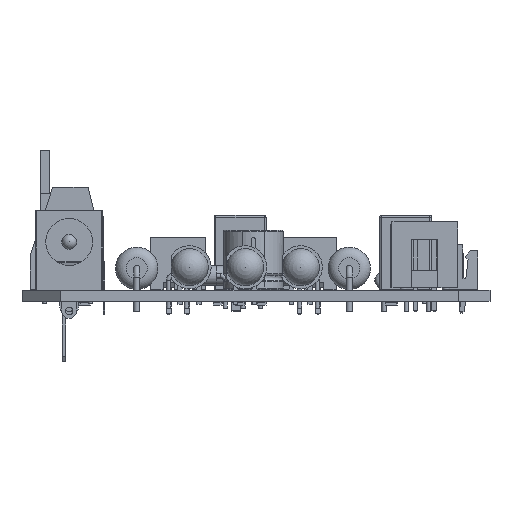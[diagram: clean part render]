
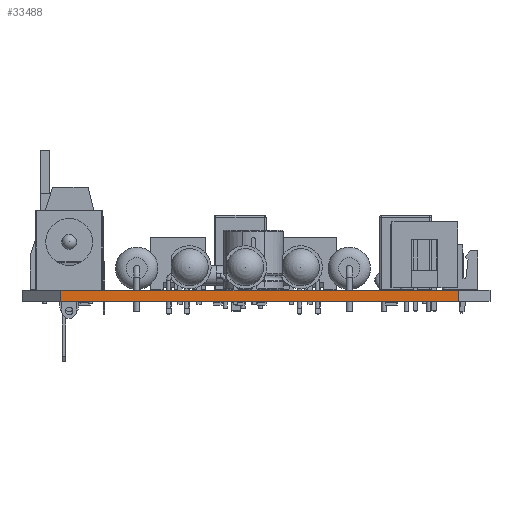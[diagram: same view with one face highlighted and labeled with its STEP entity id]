
A CAD part, left-side view. The second image highlights one B-rep face of the part: STEP entity #33488.
In plain terms, the highlighted planar face has unit normal (-1, 0, 0).
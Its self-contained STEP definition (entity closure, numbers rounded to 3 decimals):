
#29249 = VERTEX_POINT('',#29250);
#29250 = CARTESIAN_POINT('',(63.975,-33.475,0.));
#29256 = EDGE_CURVE('',#29257,#29249,#29259,.T.);
#29257 = VERTEX_POINT('',#29258);
#29258 = CARTESIAN_POINT('',(63.975,-86.975,0.));
#29259 = LINE('',#29260,#29261);
#29260 = CARTESIAN_POINT('',(63.975,-86.975,0.));
#29261 = VECTOR('',#29262,1.);
#29262 = DIRECTION('',(0.,1.,0.));
#31342 = VERTEX_POINT('',#31343);
#31343 = CARTESIAN_POINT('',(63.975,-33.475,1.51));
#31349 = EDGE_CURVE('',#31350,#31342,#31352,.T.);
#31350 = VERTEX_POINT('',#31351);
#31351 = CARTESIAN_POINT('',(63.975,-86.975,1.51));
#31352 = LINE('',#31353,#31354);
#31353 = CARTESIAN_POINT('',(63.975,-86.975,1.51));
#31354 = VECTOR('',#31355,1.);
#31355 = DIRECTION('',(0.,1.,0.));
#33458 = EDGE_CURVE('',#29249,#31342,#33459,.T.);
#33459 = LINE('',#33460,#33461);
#33460 = CARTESIAN_POINT('',(63.975,-33.475,0.));
#33461 = VECTOR('',#33462,1.);
#33462 = DIRECTION('',(0.,0.,1.));
#33477 = EDGE_CURVE('',#29257,#31350,#33478,.T.);
#33478 = LINE('',#33479,#33480);
#33479 = CARTESIAN_POINT('',(63.975,-86.975,0.));
#33480 = VECTOR('',#33481,1.);
#33481 = DIRECTION('',(0.,0.,1.));
#33488 = ADVANCED_FACE('',(#33489),#33495,.T.);
#33489 = FACE_BOUND('',#33490,.T.);
#33490 = EDGE_LOOP('',(#33491,#33492,#33493,#33494));
#33491 = ORIENTED_EDGE('',*,*,#33477,.T.);
#33492 = ORIENTED_EDGE('',*,*,#31349,.T.);
#33493 = ORIENTED_EDGE('',*,*,#33458,.F.);
#33494 = ORIENTED_EDGE('',*,*,#29256,.F.);
#33495 = PLANE('',#33496);
#33496 = AXIS2_PLACEMENT_3D('',#33497,#33498,#33499);
#33497 = CARTESIAN_POINT('',(63.975,-86.975,0.));
#33498 = DIRECTION('',(-1.,0.,0.));
#33499 = DIRECTION('',(0.,1.,0.));
